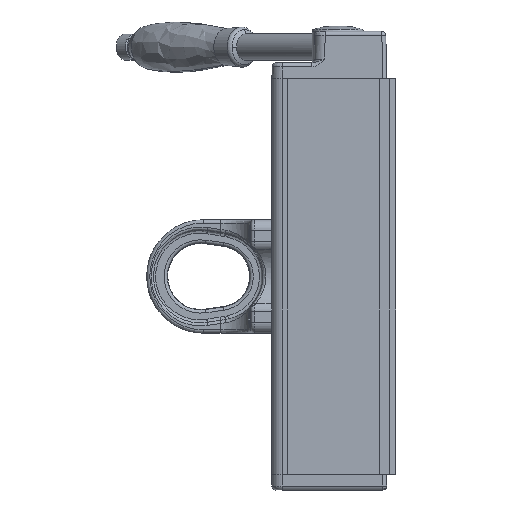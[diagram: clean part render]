
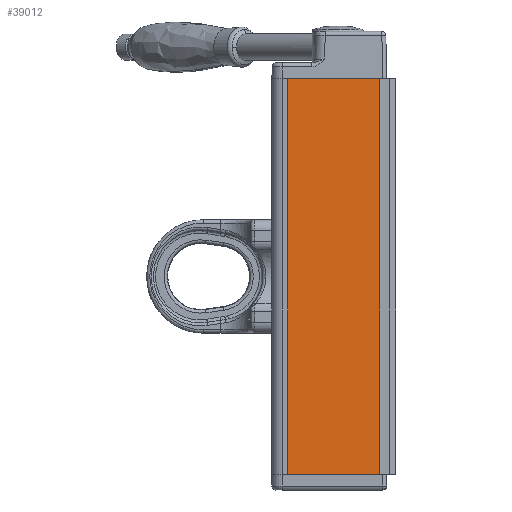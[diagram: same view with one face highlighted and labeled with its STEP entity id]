
A CAD part, left-side view. The second image highlights one B-rep face of the part: STEP entity #39012.
In plain terms, the highlighted planar face has unit normal (-1, 0, 0).
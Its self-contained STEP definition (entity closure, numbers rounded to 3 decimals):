
#3069=PLANE('',#42792);
#5438=FACE_OUTER_BOUND('',#8135,.T.);
#8135=EDGE_LOOP('',(#35056,#35057,#35058,#35059));
#11083=LINE('',#109965,#14110);
#11084=LINE('',#109968,#14111);
#11085=LINE('',#109970,#14112);
#11086=LINE('',#109971,#14113);
#14110=VECTOR('',#52741,1000.);
#14111=VECTOR('',#52744,1000.);
#14112=VECTOR('',#52745,1000.);
#14113=VECTOR('',#52746,1000.);
#19149=VERTEX_POINT('',#109961);
#19150=VERTEX_POINT('',#109963);
#19151=VERTEX_POINT('',#109967);
#19152=VERTEX_POINT('',#109969);
#24501=EDGE_CURVE('',#19149,#19150,#11083,.T.);
#24502=EDGE_CURVE('',#19149,#19151,#11084,.T.);
#24503=EDGE_CURVE('',#19152,#19150,#11085,.T.);
#24504=EDGE_CURVE('',#19151,#19152,#11086,.T.);
#35056=ORIENTED_EDGE('',*,*,#24502,.F.);
#35057=ORIENTED_EDGE('',*,*,#24501,.T.);
#35058=ORIENTED_EDGE('',*,*,#24503,.F.);
#35059=ORIENTED_EDGE('',*,*,#24504,.F.);
#39012=ADVANCED_FACE('',(#5438),#3069,.T.);
#42792=AXIS2_PLACEMENT_3D('',#109966,#52742,#52743);
#52741=DIRECTION('',(0.,0.,1.));
#52742=DIRECTION('center_axis',(-1.,0.,0.));
#52743=DIRECTION('ref_axis',(0.,-1.,0.));
#52744=DIRECTION('',(0.,1.,0.));
#52745=DIRECTION('',(0.,-1.,0.));
#52746=DIRECTION('',(0.,0.,1.));
#109961=CARTESIAN_POINT('',(-56.,-31.634,-150.));
#109963=CARTESIAN_POINT('',(-56.,-31.634,150.));
#109965=CARTESIAN_POINT('',(-56.,-31.634,-221.382));
#109966=CARTESIAN_POINT('Origin',(-56.,-31.634,-221.382));
#109967=CARTESIAN_POINT('',(-56.,38.,-150.));
#109968=CARTESIAN_POINT('',(-56.,-31.634,-150.));
#109969=CARTESIAN_POINT('',(-56.,38.,150.));
#109970=CARTESIAN_POINT('',(-56.,-31.634,150.));
#109971=CARTESIAN_POINT('',(-56.,38.,-221.382));
